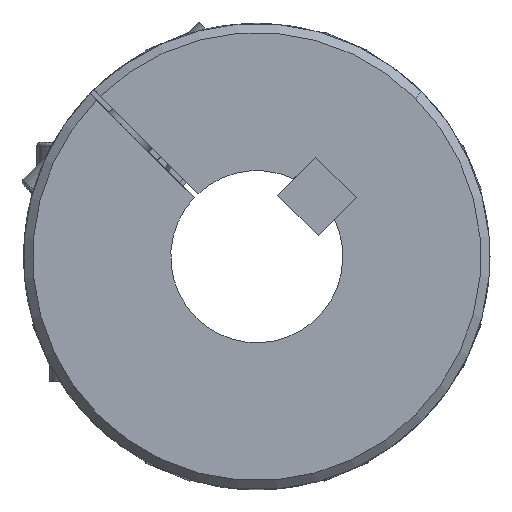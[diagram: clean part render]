
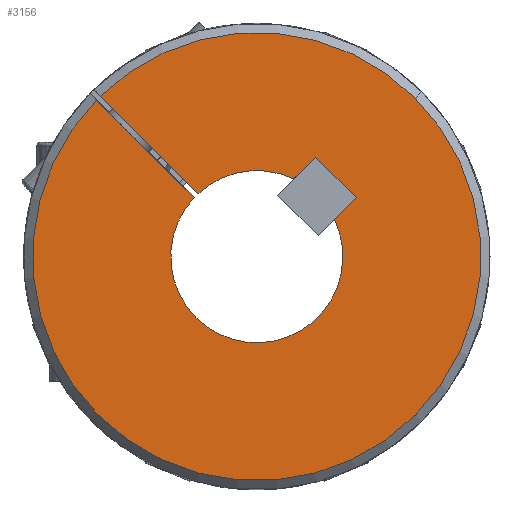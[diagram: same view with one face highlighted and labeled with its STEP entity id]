
A CAD part, front view. The second image highlights one B-rep face of the part: STEP entity #3156.
In plain terms, the highlighted planar face has unit normal (0, -1, 0).
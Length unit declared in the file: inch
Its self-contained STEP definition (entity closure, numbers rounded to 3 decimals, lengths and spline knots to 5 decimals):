
#67 = DIRECTION ( 'NONE',  ( -0.707, 0., -0.707 ) ) ;
#81 = ORIENTED_EDGE ( 'NONE', *, *, #6680, .F. ) ;
#94 = DIRECTION ( 'NONE',  ( 0., -1., 0. ) ) ;
#124 = DIRECTION ( 'NONE',  ( 0., -1., 0. ) ) ;
#136 = DIRECTION ( 'NONE',  ( -0.707, 0., -0.707 ) ) ;
#207 = VERTEX_POINT ( 'NONE', #6489 ) ;
#469 = CARTESIAN_POINT ( 'NONE',  ( 0.42632, -2.12, 0.20361 ) ) ;
#520 = EDGE_CURVE ( 'NONE', #560, #2585, #3526, .T. ) ;
#545 = AXIS2_PLACEMENT_3D ( 'NONE', #6341, #3243, #136 ) ;
#560 = VERTEX_POINT ( 'NONE', #834 ) ;
#774 = CARTESIAN_POINT ( 'NONE',  ( -0.33407, -2.12, -0.33407 ) ) ;
#790 = VERTEX_POINT ( 'NONE', #2576 ) ;
#834 = CARTESIAN_POINT ( 'NONE',  ( -0.3445, -2.12, 0.32329 ) ) ;
#913 = DIRECTION ( 'NONE',  ( 0.707, 0., -0.707 ) ) ;
#1042 = AXIS2_PLACEMENT_3D ( 'NONE', #2388, #6003, #2897 ) ;
#1076 = DIRECTION ( 'NONE',  ( 0., -1., 0. ) ) ;
#1100 = LINE ( 'NONE', #5332, #1969 ) ;
#1102 = LINE ( 'NONE', #6058, #6422 ) ;
#1129 = CARTESIAN_POINT ( 'NONE',  ( -0.86974, -2.12, -0.86974 ) ) ;
#1364 = VERTEX_POINT ( 'NONE', #4669 ) ;
#1435 = VERTEX_POINT ( 'NONE', #4218 ) ;
#1459 = CARTESIAN_POINT ( 'NONE',  ( 0.54591, -2.12, 0.3232 ) ) ;
#1489 = ORIENTED_EDGE ( 'NONE', *, *, #6158, .F. ) ;
#1630 = ORIENTED_EDGE ( 'NONE', *, *, #5013, .F. ) ;
#1684 = EDGE_CURVE ( 'NONE', #1435, #560, #1100, .T. ) ;
#1969 = VECTOR ( 'NONE', #2229, 39.37008 ) ;
#1976 = DIRECTION ( 'NONE',  ( 0., -1., 0. ) ) ;
#1997 = PLANE ( 'NONE',  #3460 ) ;
#2229 = DIRECTION ( 'NONE',  ( 0.707, 0., -0.707 ) ) ;
#2307 = LINE ( 'NONE', #1459, #3848 ) ;
#2388 = CARTESIAN_POINT ( 'NONE',  ( 0., -2.12, 0. ) ) ;
#2545 = CARTESIAN_POINT ( 'NONE',  ( 0.86974, -2.12, 0.86974 ) ) ;
#2576 = CARTESIAN_POINT ( 'NONE',  ( 0.3232, -2.12, 0.54591 ) ) ;
#2585 = VERTEX_POINT ( 'NONE', #774 ) ;
#2634 = AXIS2_PLACEMENT_3D ( 'NONE', #4171, #1076, #4686 ) ;
#2661 = ORIENTED_EDGE ( 'NONE', *, *, #5779, .F. ) ;
#2699 = CIRCLE ( 'NONE', #545, 1.23 ) ;
#2711 = AXIS2_PLACEMENT_3D ( 'NONE', #3227, #124, #3753 ) ;
#2897 = DIRECTION ( 'NONE',  ( -0.707, 0., -0.707 ) ) ;
#2940 = CARTESIAN_POINT ( 'NONE',  ( 0.3232, -2.12, 0.54591 ) ) ;
#3102 = EDGE_CURVE ( 'NONE', #3218, #4767, #5063, .T. ) ;
#3127 = EDGE_CURVE ( 'NONE', #5523, #790, #2307, .T. ) ;
#3152 = DIRECTION ( 'NONE',  ( 0.707, 0., 0.707 ) ) ;
#3156 = ADVANCED_FACE ( 'NONE', ( #3514 ), #1997, .T. ) ;
#3183 = DIRECTION ( 'NONE',  ( 0., -1., 0. ) ) ;
#3204 = CARTESIAN_POINT ( 'NONE',  ( 0., -2.12, 0. ) ) ;
#3218 = VERTEX_POINT ( 'NONE', #1129 ) ;
#3227 = CARTESIAN_POINT ( 'NONE',  ( 0., -2.12, 0. ) ) ;
#3243 = DIRECTION ( 'NONE',  ( 0., -1., 0. ) ) ;
#3259 = CIRCLE ( 'NONE', #4431, 0.47244 ) ;
#3279 = EDGE_CURVE ( 'NONE', #4767, #5354, #2699, .T. ) ;
#3460 = AXIS2_PLACEMENT_3D ( 'NONE', #4581, #1976, #5619 ) ;
#3479 = ORIENTED_EDGE ( 'NONE', *, *, #1684, .F. ) ;
#3514 = FACE_OUTER_BOUND ( 'NONE', #6480, .T. ) ;
#3526 = CIRCLE ( 'NONE', #2711, 0.47244 ) ;
#3682 = CARTESIAN_POINT ( 'NONE',  ( 0.54591, -2.12, 0.3232 ) ) ;
#3688 = EDGE_CURVE ( 'NONE', #1435, #3218, #3993, .T. ) ;
#3720 = DIRECTION ( 'NONE',  ( -0.707, 0., -0.707 ) ) ;
#3753 = DIRECTION ( 'NONE',  ( -0.707, 0., -0.707 ) ) ;
#3848 = VECTOR ( 'NONE', #4565, 39.37008 ) ;
#3966 = VECTOR ( 'NONE', #5019, 39.37008 ) ;
#3976 = EDGE_CURVE ( 'NONE', #5354, #1364, #1102, .T. ) ;
#3993 = CIRCLE ( 'NONE', #2634, 1.23 ) ;
#4119 = CIRCLE ( 'NONE', #6418, 0.47244 ) ;
#4135 = ORIENTED_EDGE ( 'NONE', *, *, #3102, .T. ) ;
#4171 = CARTESIAN_POINT ( 'NONE',  ( 0., -2.12, 0. ) ) ;
#4191 = CARTESIAN_POINT ( 'NONE',  ( 0.54591, -2.12, 0.3232 ) ) ;
#4218 = CARTESIAN_POINT ( 'NONE',  ( -0.88028, -2.12, 0.85907 ) ) ;
#4277 = ORIENTED_EDGE ( 'NONE', *, *, #3688, .T. ) ;
#4431 = AXIS2_PLACEMENT_3D ( 'NONE', #3204, #94, #3720 ) ;
#4460 = ORIENTED_EDGE ( 'NONE', *, *, #3279, .T. ) ;
#4559 = CARTESIAN_POINT ( 'NONE',  ( -0.85907, -2.12, 0.88028 ) ) ;
#4565 = DIRECTION ( 'NONE',  ( -0.707, 0., 0.707 ) ) ;
#4581 = CARTESIAN_POINT ( 'NONE',  ( 0., -2.12, 0. ) ) ;
#4669 = CARTESIAN_POINT ( 'NONE',  ( -0.32329, -2.12, 0.3445 ) ) ;
#4686 = DIRECTION ( 'NONE',  ( -0.707, 0., -0.707 ) ) ;
#4767 = VERTEX_POINT ( 'NONE', #2545 ) ;
#5013 = EDGE_CURVE ( 'NONE', #207, #1364, #3259, .T. ) ;
#5019 = DIRECTION ( 'NONE',  ( -0.707, 0., -0.707 ) ) ;
#5063 = CIRCLE ( 'NONE', #1042, 1.23 ) ;
#5164 = ORIENTED_EDGE ( 'NONE', *, *, #3976, .T. ) ;
#5189 = LINE ( 'NONE', #2940, #3966 ) ;
#5332 = CARTESIAN_POINT ( 'NONE',  ( -0.01061, -2.12, -0.01061 ) ) ;
#5354 = VERTEX_POINT ( 'NONE', #4559 ) ;
#5434 = VECTOR ( 'NONE', #3152, 39.37008 ) ;
#5523 = VERTEX_POINT ( 'NONE', #4191 ) ;
#5575 = ORIENTED_EDGE ( 'NONE', *, *, #520, .F. ) ;
#5619 = DIRECTION ( 'NONE',  ( -0.707, 0., -0.707 ) ) ;
#5688 = VERTEX_POINT ( 'NONE', #469 ) ;
#5779 = EDGE_CURVE ( 'NONE', #5688, #5523, #6624, .T. ) ;
#6003 = DIRECTION ( 'NONE',  ( 0., -1., 0. ) ) ;
#6058 = CARTESIAN_POINT ( 'NONE',  ( 0.01061, -2.12, 0.01061 ) ) ;
#6158 = EDGE_CURVE ( 'NONE', #790, #207, #5189, .T. ) ;
#6276 = CARTESIAN_POINT ( 'NONE',  ( 0., -2.12, 0. ) ) ;
#6341 = CARTESIAN_POINT ( 'NONE',  ( 0., -2.12, 0. ) ) ;
#6418 = AXIS2_PLACEMENT_3D ( 'NONE', #6276, #3183, #67 ) ;
#6422 = VECTOR ( 'NONE', #913, 39.37008 ) ;
#6480 = EDGE_LOOP ( 'NONE', ( #3479, #4277, #4135, #4460, #5164, #1630, #1489, #6631, #2661, #81, #5575 ) ) ;
#6489 = CARTESIAN_POINT ( 'NONE',  ( 0.20361, -2.12, 0.42632 ) ) ;
#6624 = LINE ( 'NONE', #3682, #5434 ) ;
#6631 = ORIENTED_EDGE ( 'NONE', *, *, #3127, .F. ) ;
#6680 = EDGE_CURVE ( 'NONE', #2585, #5688, #4119, .T. ) ;
